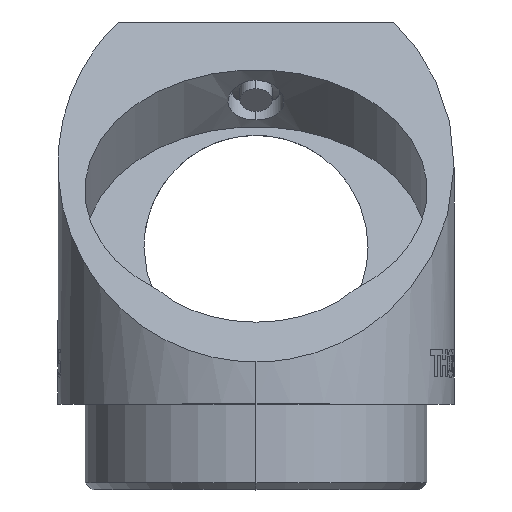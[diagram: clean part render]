
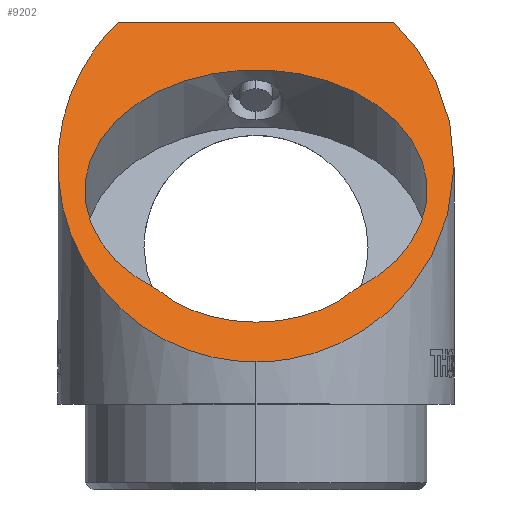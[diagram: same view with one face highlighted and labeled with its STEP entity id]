
A CAD part, top view. The second image highlights one B-rep face of the part: STEP entity #9202.
In plain terms, the highlighted planar face has unit normal (0, 0.707, 0.707).
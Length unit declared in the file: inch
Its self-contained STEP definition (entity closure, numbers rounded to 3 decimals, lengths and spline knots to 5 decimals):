
#267 = VERTEX_POINT ( 'NONE', #4213 ) ;
#520 = DIRECTION ( 'NONE',  ( 0., 0.707, 0.707 ) ) ;
#867 = VERTEX_POINT ( 'NONE', #16875 ) ;
#868 = CARTESIAN_POINT ( 'NONE',  ( 0., 0.06503, 0.07797 ) ) ;
#1639 = ORIENTED_EDGE ( 'NONE', *, *, #15351, .F. ) ;
#2696 = CARTESIAN_POINT ( 'NONE',  ( -0.58, -0.437, 0.58 ) ) ;
#2791 = CIRCLE ( 'NONE', #10389, 0.375 ) ;
#2937 = CARTESIAN_POINT ( 'NONE',  ( 0.84502, 0.13281, 0.01019 ) ) ;
#3182 = VERTEX_POINT ( 'NONE', #11529 ) ;
#3496 = AXIS2_PLACEMENT_3D ( 'NONE', #13766, #4222, #15012 ) ;
#3742 = DIRECTION ( 'NONE',  ( 1., 0., 0. ) ) ;
#4040 = CARTESIAN_POINT ( 'NONE',  ( -0.40313, 0.56, -0.417 ) ) ;
#4188 = DIRECTION ( 'NONE',  ( 0., 0.707, -0.707 ) ) ;
#4213 = CARTESIAN_POINT ( 'NONE',  ( 0., -0.32035, 0.46335 ) ) ;
#4222 = DIRECTION ( 'NONE',  ( 0., 0.707, 0.707 ) ) ;
#4267 = CARTESIAN_POINT ( 'NONE',  ( 0., -0.437, 0.58 ) ) ;
#4322 = CARTESIAN_POINT ( 'NONE',  ( 0., -0.437, 0.58 ) ) ;
#4566 = DIRECTION ( 'NONE',  ( 0., -0.707, 0.707 ) ) ;
#5203 = FACE_BOUND ( 'NONE', #11624, .T. ) ;
#5771 =( BOUNDED_CURVE ( )  B_SPLINE_CURVE ( 3, ( #6958, #2937, #12540, #4322 ),
 .UNSPECIFIED., .F., .F. ) 
 B_SPLINE_CURVE_WITH_KNOTS ( ( 4, 4 ),
 ( 0.76848, 3.14159 ),
 .UNSPECIFIED. ) 
 CURVE ( )  GEOMETRIC_REPRESENTATION_ITEM ( )  RATIONAL_B_SPLINE_CURVE ( ( 1., 0.583, 0.583, 1. ) ) 
 REPRESENTATION_ITEM ( '' )  );
#6136 =( BOUNDED_CURVE ( )  B_SPLINE_CURVE ( 3, ( #4267, #8518, #7029, #16662 ),
 .UNSPECIFIED., .F., .F. ) 
 B_SPLINE_CURVE_WITH_KNOTS ( ( 4, 4 ),
 ( 3.14159, 5.5147 ),
 .UNSPECIFIED. ) 
 CURVE ( )  GEOMETRIC_REPRESENTATION_ITEM ( )  RATIONAL_B_SPLINE_CURVE ( ( 1., 0.583, 0.583, 1. ) ) 
 REPRESENTATION_ITEM ( '' )  );
#6380 = DIRECTION ( 'NONE',  ( 0., 0.707, 0.707 ) ) ;
#6517 = ORIENTED_EDGE ( 'NONE', *, *, #7873, .F. ) ;
#6958 = CARTESIAN_POINT ( 'NONE',  ( 0.40313, 0.56, -0.417 ) ) ;
#7029 = CARTESIAN_POINT ( 'NONE',  ( -0.84502, 0.13281, 0.01019 ) ) ;
#7321 = EDGE_CURVE ( 'NONE', #17777, #867, #17539, .T. ) ;
#7873 = EDGE_CURVE ( 'NONE', #867, #3182, #5771, .T. ) ;
#7894 = VECTOR ( 'NONE', #3742, 39.37008 ) ;
#8518 = CARTESIAN_POINT ( 'NONE',  ( -0.61462, -0.437, 0.58 ) ) ;
#9202 = ADVANCED_FACE ( 'NONE', ( #5203, #17630 ), #16079, .F. ) ;
#9842 = ORIENTED_EDGE ( 'NONE', *, *, #12768, .F. ) ;
#9958 = CARTESIAN_POINT ( 'NONE',  ( -0.28721, -0.22567, 0.36867 ) ) ;
#10189 = CARTESIAN_POINT ( 'NONE',  ( -0.58, 0.56, -0.417 ) ) ;
#10389 = AXIS2_PLACEMENT_3D ( 'NONE', #11233, #520, #12630 ) ;
#10901 = ORIENTED_EDGE ( 'NONE', *, *, #17738, .F. ) ;
#10963 = EDGE_LOOP ( 'NONE', ( #12881, #1639, #6517 ) ) ;
#11233 = CARTESIAN_POINT ( 'NONE',  ( 0., -0.05518, 0.19818 ) ) ;
#11504 = CARTESIAN_POINT ( 'NONE',  ( 0.28721, -0.22567, 0.36867 ) ) ;
#11529 = CARTESIAN_POINT ( 'NONE',  ( 0., -0.437, 0.58 ) ) ;
#11624 = EDGE_LOOP ( 'NONE', ( #9842, #13792, #10901 ) ) ;
#12540 = CARTESIAN_POINT ( 'NONE',  ( 0.61462, -0.437, 0.58 ) ) ;
#12630 = DIRECTION ( 'NONE',  ( 0., -0.707, 0.707 ) ) ;
#12768 = EDGE_CURVE ( 'NONE', #16625, #17368, #12963, .T. ) ;
#12881 = ORIENTED_EDGE ( 'NONE', *, *, #7321, .F. ) ;
#12963 = CIRCLE ( 'NONE', #13180, 0.5015 ) ;
#13180 = AXIS2_PLACEMENT_3D ( 'NONE', #868, #6380, #4566 ) ;
#13254 = CIRCLE ( 'NONE', #3496, 0.375 ) ;
#13766 = CARTESIAN_POINT ( 'NONE',  ( 0., -0.05518, 0.19818 ) ) ;
#13792 = ORIENTED_EDGE ( 'NONE', *, *, #16888, .F. ) ;
#13953 = AXIS2_PLACEMENT_3D ( 'NONE', #2696, #15043, #4188 ) ;
#15012 = DIRECTION ( 'NONE',  ( 0., -0.707, 0.707 ) ) ;
#15043 = DIRECTION ( 'NONE',  ( 0., -0.707, -0.707 ) ) ;
#15351 = EDGE_CURVE ( 'NONE', #3182, #17777, #6136, .T. ) ;
#16079 = PLANE ( 'NONE',  #13953 ) ;
#16625 = VERTEX_POINT ( 'NONE', #11504 ) ;
#16662 = CARTESIAN_POINT ( 'NONE',  ( -0.40313, 0.56, -0.417 ) ) ;
#16875 = CARTESIAN_POINT ( 'NONE',  ( 0.40313, 0.56, -0.417 ) ) ;
#16888 = EDGE_CURVE ( 'NONE', #267, #16625, #2791, .T. ) ;
#17368 = VERTEX_POINT ( 'NONE', #9958 ) ;
#17539 = LINE ( 'NONE', #10189, #7894 ) ;
#17630 = FACE_OUTER_BOUND ( 'NONE', #10963, .T. ) ;
#17738 = EDGE_CURVE ( 'NONE', #17368, #267, #13254, .T. ) ;
#17777 = VERTEX_POINT ( 'NONE', #4040 ) ;
